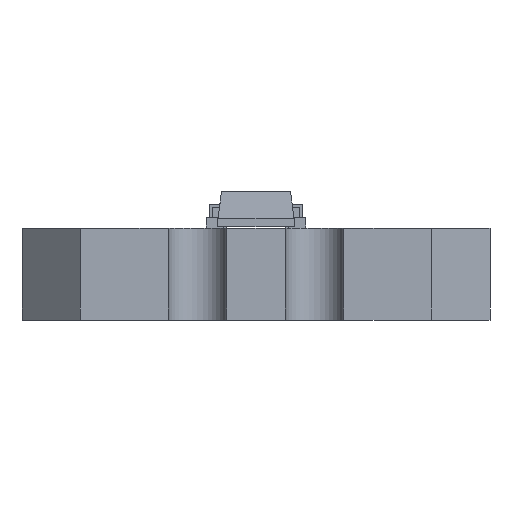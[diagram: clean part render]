
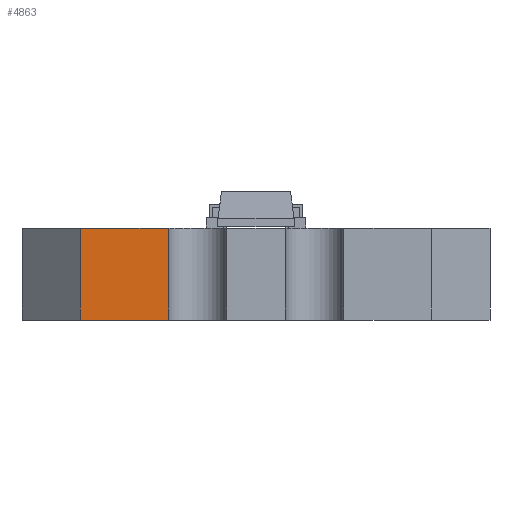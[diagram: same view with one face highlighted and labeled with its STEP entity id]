
A CAD part, front view. The second image highlights one B-rep face of the part: STEP entity #4863.
In plain terms, the highlighted planar face has unit normal (0, -1, 0).
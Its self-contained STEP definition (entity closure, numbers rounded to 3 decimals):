
#209=PLANE('',#5302);
#486=FACE_OUTER_BOUND('',#764,.T.);
#764=EDGE_LOOP('',(#3617,#3618,#3619,#3620));
#1092=LINE('',#7095,#1673);
#1124=LINE('',#7241,#1705);
#1125=LINE('',#7243,#1706);
#1126=LINE('',#7244,#1707);
#1673=VECTOR('',#5739,10.);
#1705=VECTOR('',#5897,10.);
#1706=VECTOR('',#5898,10.);
#1707=VECTOR('',#5899,10.);
#2376=VERTEX_POINT('',#7093);
#2377=VERTEX_POINT('',#7094);
#2428=VERTEX_POINT('',#7240);
#2429=VERTEX_POINT('',#7242);
#2838=EDGE_CURVE('',#2376,#2377,#1092,.T.);
#2910=EDGE_CURVE('',#2428,#2377,#1124,.T.);
#2911=EDGE_CURVE('',#2429,#2428,#1125,.T.);
#2912=EDGE_CURVE('',#2429,#2376,#1126,.T.);
#3617=ORIENTED_EDGE('',*,*,#2838,.T.);
#3618=ORIENTED_EDGE('',*,*,#2910,.F.);
#3619=ORIENTED_EDGE('',*,*,#2911,.F.);
#3620=ORIENTED_EDGE('',*,*,#2912,.T.);
#4863=ADVANCED_FACE('',(#486),#209,.T.);
#5302=AXIS2_PLACEMENT_3D('',#7239,#5895,#5896);
#5739=DIRECTION('',(0.,0.,1.));
#5895=DIRECTION('center_axis',(0.,-1.,0.));
#5896=DIRECTION('ref_axis',(1.,0.,0.));
#5897=DIRECTION('',(1.,0.,0.));
#5898=DIRECTION('',(0.,0.,1.));
#5899=DIRECTION('',(1.,0.,0.));
#7093=CARTESIAN_POINT('',(2.5,0.,0.));
#7094=CARTESIAN_POINT('',(2.5,0.,1.572));
#7095=CARTESIAN_POINT('',(2.5,0.,-200.));
#7239=CARTESIAN_POINT('Origin',(1.,0.,0.));
#7240=CARTESIAN_POINT('',(1.,0.,1.572));
#7241=CARTESIAN_POINT('',(1.,0.,1.572));
#7242=CARTESIAN_POINT('',(1.,0.,0.));
#7243=CARTESIAN_POINT('',(1.,0.,0.));
#7244=CARTESIAN_POINT('',(1.,0.,0.));
